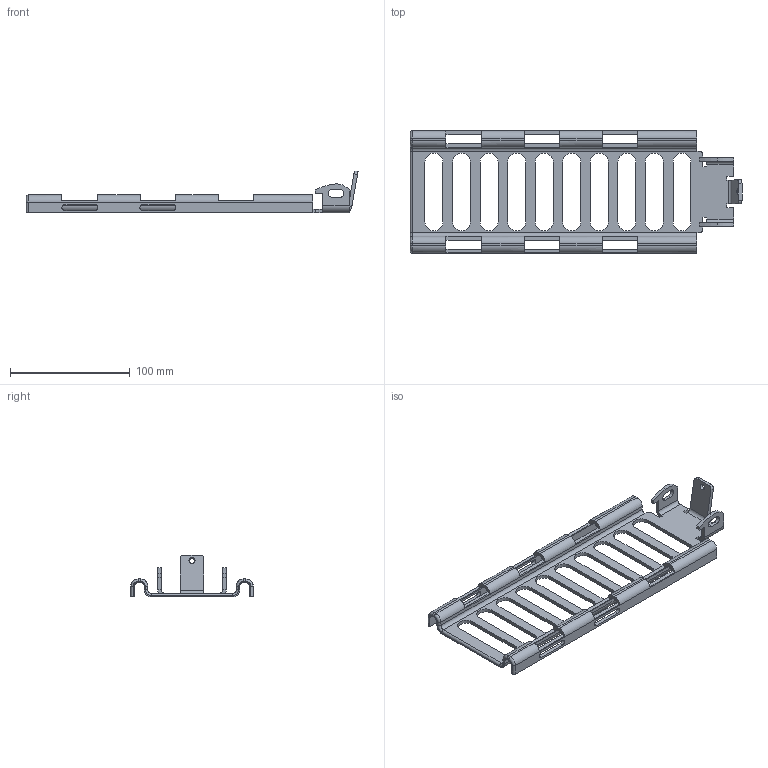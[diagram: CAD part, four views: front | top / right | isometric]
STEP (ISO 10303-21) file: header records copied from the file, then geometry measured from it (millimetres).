
FILE_DESCRIPTION(/* description */ (''),/* implementation_level */ '2;1');
FILE_NAME(/* name */ 'Socle (1).step',/* time_stamp */ '2023-02-09T12:32:30+01:00',/* author */ (''),/* organization */ (''),/* preprocessor_version */ 'ST-DEVELOPER v19.2',/* originating_system */ 'Autodesk Translation Framework v11.17.0.187',/* authorisation */ '');
FILE_SCHEMA (('AUTOMOTIVE_DESIGN { 1 0 10303 214 3 1 1 }'));
Length unit declared in the file: millimetre
Products named in the file (1): Socle (1)
Bounding box: 277.08 x 102 x 34.99 mm (x, y, z)
Volume: 71362.8 mm3; surface area: 57636.4 mm2
Topology: 1 solids, 1 shells, 244 faces, 630 edges, 376 vertices
Faces by surface type: plane 168, cylinder 66, torus 6, bspline 4
Full cylindrical faces by diameter (mm): 5.035 x1
Entity records: 7464 total; most frequent: CARTESIAN_POINT 1311, DIRECTION 1298, ORIENTED_EDGE 1260, EDGE_CURVE 630, LINE 444, VECTOR 444, AXIS2_PLACEMENT_3D 427, VERTEX_POINT 376
